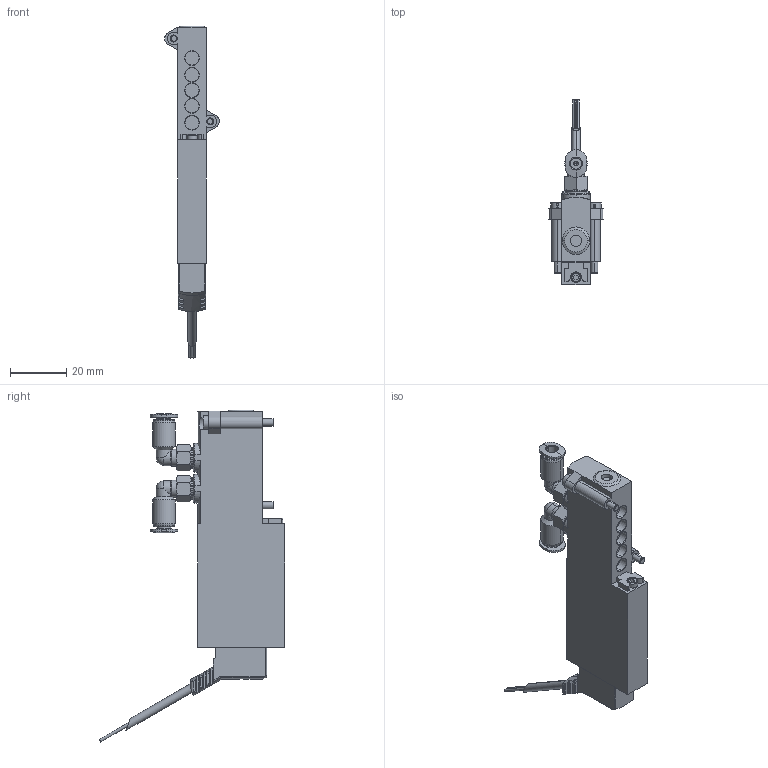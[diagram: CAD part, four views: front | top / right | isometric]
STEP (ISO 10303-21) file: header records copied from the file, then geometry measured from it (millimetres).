
FILE_DESCRIPTION (( 'STEP AP203' ), '1' );
FILE_NAME ('SE_01_1_4001.STEP', '2020-10-21T10:27:57', ( '' ), ( '' ), 'SwSTEP 2.0', 'SolidWorks 2017', '' );
FILE_SCHEMA (( 'CONFIG_CONTROL_DESIGN' ));
Length unit declared in the file: millimetre
Products named in the file (5): SE_01_1_4001_3; SE_01_1_4001; SE_01_1_4001_2; SE_01_1_4001_1; SE_01_1_4001_4
Assembly tree (5 placements, depth 2):
  SE_01_1_4001
    SE_01_1_4001_1
    SE_01_1_4001_2
    SE_01_1_4001_3
    SE_01_1_4001_4  x2
Bounding box: 19.49 x 66.05 x 118.16 mm (x, y, z)
Volume: 27891.2 mm3; surface area: 12177.3 mm2
Topology: 5 solids, 5 shells, 547 faces, 1359 edges, 857 vertices
Faces by surface type: plane 226, cylinder 190, cone 99, torus 24, sphere 8
Entity records: 15145 total; most frequent: CARTESIAN_POINT 3463, ORIENTED_EDGE 2360, DIRECTION 2303, EDGE_CURVE 1180, AXIS2_PLACEMENT_3D 831, VERTEX_POINT 755, LINE 641, VECTOR 641
